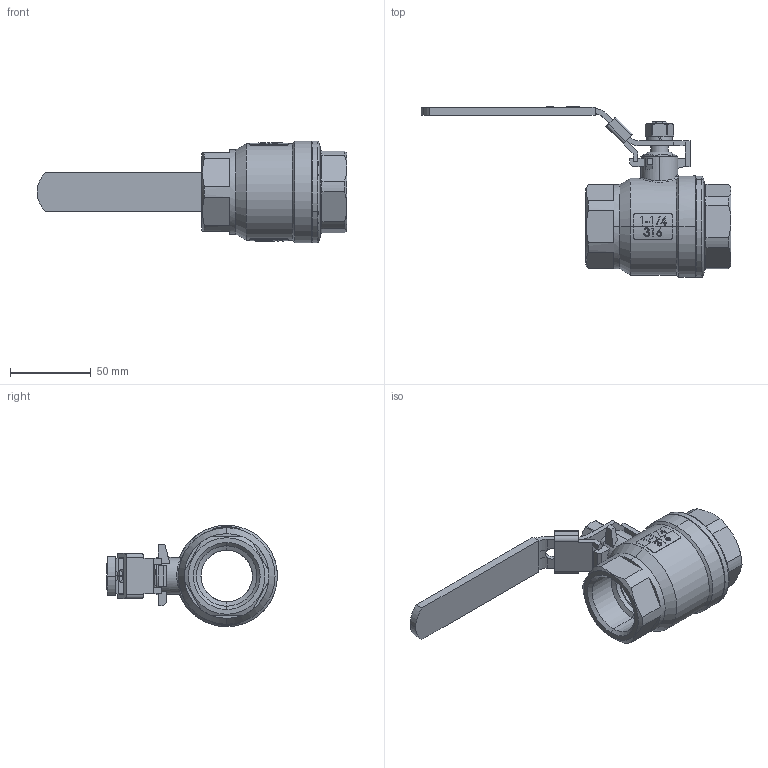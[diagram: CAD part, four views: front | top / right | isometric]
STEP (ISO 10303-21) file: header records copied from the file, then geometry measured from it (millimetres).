
FILE_DESCRIPTION (( 'STEP AP203' ), '1' );
FILE_NAME ('MV-25-ZPT-DN32.STEP', '2020-03-13T01:04:12', ( 'Lenovo' ), ( 'China' ), 'SwSTEP 2.0', 'SolidWorks 2010', '' );
FILE_SCHEMA (( 'CONFIG_CONTROL_DESIGN' ));
Length unit declared in the file: millimetre
Products named in the file (15): MV-25-T(J)-DN32; MV-25-FG-DN32; MV-25-ZT-DN32; MV-25-TL-DN32; MV-25-KZ-DN32; MV-25-ST-DN32; MV-25-ZPT-DN32; MV-25-FZ-DN32; MV-25-Q-DN32; MV-25-M-DN32; MV-25-G(J)-DN32; MV-25-Y-DN32; MV-25-TD-DN32; MV-25-LM-DN32; MV-25-S-DN32
Assembly tree (15 placements, depth 2):
  MV-25-ZPT-DN32
    MV-25-Y-DN32
    MV-25-TD-DN32
    MV-25-LM-DN32
    MV-25-Q-DN32
    MV-25-TL-DN32
    MV-25-ST-DN32
    MV-25-KZ-DN32
    MV-25-T(J)-DN32
    MV-25-FG-DN32
    MV-25-FZ-DN32  x2
    MV-25-M-DN32
    MV-25-ZT-DN32
    MV-25-S-DN32
    MV-25-G(J)-DN32
Bounding box: 192.4 x 106.1 x 63 mm (x, y, z)
Volume: 162821.3 mm3; surface area: 87653.3 mm2
Topology: 15 solids, 15 shells, 624 faces, 1563 edges, 1010 vertices
Faces by surface type: plane 266, cylinder 150, bspline 116, cone 80, torus 10, sphere 2
Entity records: 48833 total; most frequent: CARTESIAN_POINT 33388, ORIENTED_EDGE 3064, DIRECTION 2519, EDGE_CURVE 1532, VERTEX_POINT 993, AXIS2_PLACEMENT_3D 915, LINE 689, VECTOR 689
